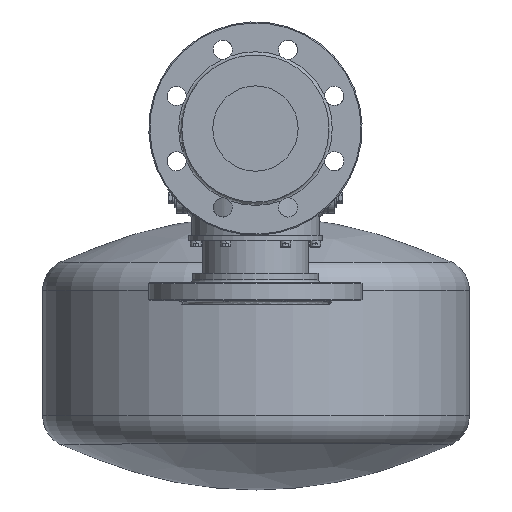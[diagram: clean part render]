
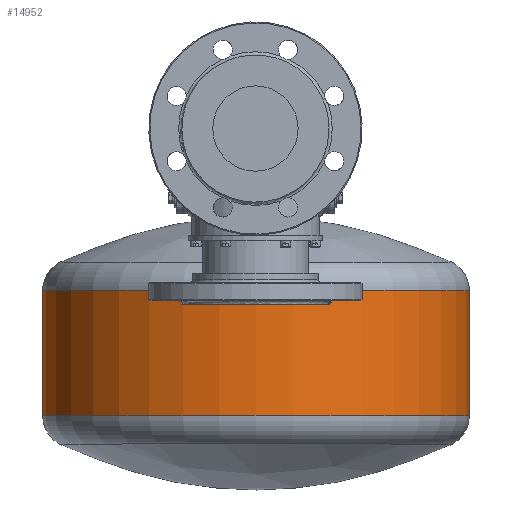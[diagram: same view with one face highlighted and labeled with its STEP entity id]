
A CAD part, left-side view. The second image highlights one B-rep face of the part: STEP entity #14952.
In plain terms, the highlighted cylindrical face has radius 200 mm (diameter 400 mm), a full revolution.
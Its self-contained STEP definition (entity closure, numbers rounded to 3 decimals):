
#582=FACE_BOUND('',#2291,.T.);
#1377=FACE_OUTER_BOUND('',#2290,.T.);
#2290=EDGE_LOOP('',(#10004));
#2291=EDGE_LOOP('',(#10005));
#3456=CIRCLE('',#15980,200.);
#3457=CIRCLE('',#15982,200.);
#6102=VERTEX_POINT('',#22615);
#6103=VERTEX_POINT('',#22618);
#7614=EDGE_CURVE('',#6102,#6102,#3456,.T.);
#7615=EDGE_CURVE('',#6103,#6103,#3457,.T.);
#10004=ORIENTED_EDGE('',*,*,#7615,.T.);
#10005=ORIENTED_EDGE('',*,*,#7614,.F.);
#13680=CYLINDRICAL_SURFACE('',#15981,200.);
#14952=ADVANCED_FACE('',(#1377,#582),#13680,.T.);
#15980=AXIS2_PLACEMENT_3D('',#22616,#18110,#18111);
#15981=AXIS2_PLACEMENT_3D('',#22617,#18112,#18113);
#15982=AXIS2_PLACEMENT_3D('',#22619,#18114,#18115);
#18110=DIRECTION('center_axis',(-0.001,0.,
-1.));
#18111=DIRECTION('ref_axis',(0.,1.,0.));
#18112=DIRECTION('center_axis',(-0.001,0.,
-1.));
#18113=DIRECTION('ref_axis',(0.,1.,0.));
#18114=DIRECTION('center_axis',(-0.001,0.,
-1.));
#18115=DIRECTION('ref_axis',(0.,1.,0.));
#22615=CARTESIAN_POINT('',(954.59,199.5,-169.232));
#22616=CARTESIAN_POINT('Origin',(954.59,-0.5,-169.232));
#22617=CARTESIAN_POINT('Origin',(954.628,-0.5,-139.915));
#22618=CARTESIAN_POINT('',(954.743,199.5,-51.965));
#22619=CARTESIAN_POINT('Origin',(954.743,-0.5,-51.965));
